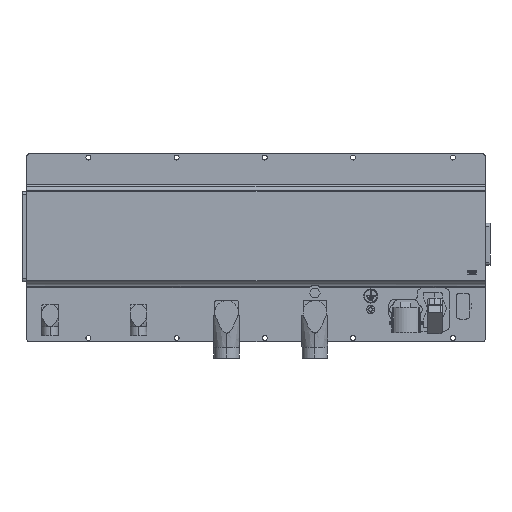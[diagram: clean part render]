
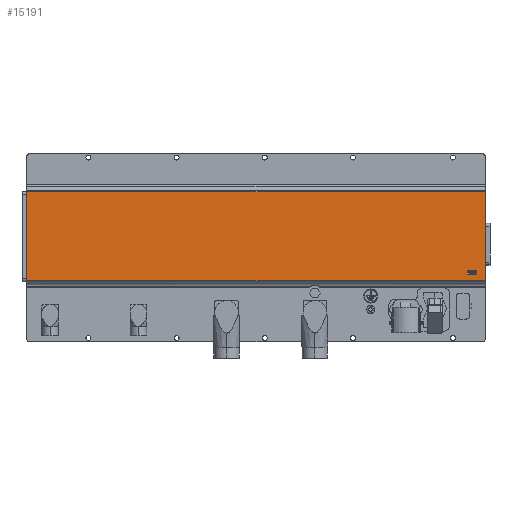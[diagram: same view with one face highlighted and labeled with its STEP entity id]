
A CAD part, front view. The second image highlights one B-rep face of the part: STEP entity #15191.
In plain terms, the highlighted face is planar.
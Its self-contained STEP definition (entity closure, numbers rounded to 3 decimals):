
#734 = VERTEX_POINT ( 'NONE', #23883 ) ;
#854 = CARTESIAN_POINT ( 'NONE',  ( 780., 67.821, -1.1 ) ) ;
#1068 = AXIS2_PLACEMENT_3D ( 'NONE', #23032, #13090, #15251 ) ;
#1411 = CARTESIAN_POINT ( 'NONE',  ( 780., 215.179, -1.1 ) ) ;
#1485 = ORIENTED_EDGE ( 'NONE', *, *, #3285, .T. ) ;
#1513 = CARTESIAN_POINT ( 'NONE',  ( 780., 64.871, -1.1 ) ) ;
#1636 = VERTEX_POINT ( 'NONE', #9381 ) ;
#2621 = LINE ( 'NONE', #10473, #3921 ) ;
#2893 = VERTEX_POINT ( 'NONE', #854 ) ;
#3043 = FACE_OUTER_BOUND ( 'NONE', #5719, .T. ) ;
#3071 = CARTESIAN_POINT ( 'NONE',  ( 780., 218., -1.1 ) ) ;
#3285 = EDGE_CURVE ( 'NONE', #15631, #13689, #2621, .T. ) ;
#3435 = DIRECTION ( 'NONE',  ( 0., -1., 0. ) ) ;
#3717 = VERTEX_POINT ( 'NONE', #1411 ) ;
#3921 = VECTOR ( 'NONE', #4301, 1000. ) ;
#4301 = DIRECTION ( 'NONE',  ( 0., -1., 0. ) ) ;
#4335 = CARTESIAN_POINT ( 'NONE',  ( 1100., 216.129, -1.1 ) ) ;
#4885 = EDGE_CURVE ( 'NONE', #3717, #1636, #18763, .T. ) ;
#5126 = VECTOR ( 'NONE', #16194, 1000. ) ;
#5414 = CARTESIAN_POINT ( 'NONE',  ( 780., 218., -1.1 ) ) ;
#5719 = EDGE_LOOP ( 'NONE', ( #1485, #15019, #10901, #23576, #17218, #16472, #18269, #22251 ) ) ;
#7408 = EDGE_CURVE ( 'NONE', #13689, #13756, #21849, .T. ) ;
#7799 = CARTESIAN_POINT ( 'NONE',  ( 0., 118.5, -1.1 ) ) ;
#8241 = VECTOR ( 'NONE', #3435, 1000. ) ;
#8361 = LINE ( 'NONE', #3071, #5126 ) ;
#8959 = VECTOR ( 'NONE', #11247, 1000. ) ;
#9381 = CARTESIAN_POINT ( 'NONE',  ( 780., 216.129, -1.1 ) ) ;
#10467 = VECTOR ( 'NONE', #10573, 1000. ) ;
#10473 = CARTESIAN_POINT ( 'NONE',  ( 0., 218., -1.1 ) ) ;
#10573 = DIRECTION ( 'NONE',  ( -1., 0., 0. ) ) ;
#10901 = ORIENTED_EDGE ( 'NONE', *, *, #23930, .T. ) ;
#11247 = DIRECTION ( 'NONE',  ( 0., 1., 0. ) ) ;
#11888 = EDGE_CURVE ( 'NONE', #15330, #2893, #8361, .T. ) ;
#12703 = CARTESIAN_POINT ( 'NONE',  ( 0., 216.129, -1.1 ) ) ;
#12712 = VECTOR ( 'NONE', #16144, 1000. ) ;
#12964 = PLANE ( 'NONE',  #1068 ) ;
#13090 = DIRECTION ( 'NONE',  ( 0., 0., 1. ) ) ;
#13262 = DIRECTION ( 'NONE',  ( 0., 1., 0. ) ) ;
#13689 = VERTEX_POINT ( 'NONE', #24738 ) ;
#13756 = VERTEX_POINT ( 'NONE', #14464 ) ;
#14425 = LINE ( 'NONE', #16229, #10467 ) ;
#14464 = CARTESIAN_POINT ( 'NONE',  ( 0., 121.321, -1.1 ) ) ;
#15019 = ORIENTED_EDGE ( 'NONE', *, *, #7408, .T. ) ;
#15068 = EDGE_CURVE ( 'NONE', #15631, #1636, #16441, .T. ) ;
#15190 = LINE ( 'NONE', #5414, #22161 ) ;
#15191 = ADVANCED_FACE ( 'NONE', ( #3043 ), #12964, .T. ) ;
#15251 = DIRECTION ( 'NONE',  ( 0., 1., 0. ) ) ;
#15330 = VERTEX_POINT ( 'NONE', #1513 ) ;
#15631 = VERTEX_POINT ( 'NONE', #12703 ) ;
#15905 = EDGE_CURVE ( 'NONE', #15330, #734, #14425, .T. ) ;
#16144 = DIRECTION ( 'NONE',  ( 0., -1., 0. ) ) ;
#16194 = DIRECTION ( 'NONE',  ( 0., 1., 0. ) ) ;
#16229 = CARTESIAN_POINT ( 'NONE',  ( 1100., 64.871, -1.1 ) ) ;
#16441 = LINE ( 'NONE', #4335, #23290 ) ;
#16472 = ORIENTED_EDGE ( 'NONE', *, *, #21923, .T. ) ;
#17218 = ORIENTED_EDGE ( 'NONE', *, *, #11888, .T. ) ;
#18140 = DIRECTION ( 'NONE',  ( 1., 0., 0. ) ) ;
#18269 = ORIENTED_EDGE ( 'NONE', *, *, #4885, .T. ) ;
#18455 = LINE ( 'NONE', #20375, #8241 ) ;
#18763 = LINE ( 'NONE', #25087, #8959 ) ;
#20375 = CARTESIAN_POINT ( 'NONE',  ( 0., 218., -1.1 ) ) ;
#21849 = LINE ( 'NONE', #7799, #12712 ) ;
#21923 = EDGE_CURVE ( 'NONE', #2893, #3717, #15190, .T. ) ;
#22161 = VECTOR ( 'NONE', #13262, 1000. ) ;
#22251 = ORIENTED_EDGE ( 'NONE', *, *, #15068, .F. ) ;
#23032 = CARTESIAN_POINT ( 'NONE',  ( 0., 0., -1.1 ) ) ;
#23290 = VECTOR ( 'NONE', #18140, 1000. ) ;
#23576 = ORIENTED_EDGE ( 'NONE', *, *, #15905, .F. ) ;
#23883 = CARTESIAN_POINT ( 'NONE',  ( 0., 64.871, -1.1 ) ) ;
#23930 = EDGE_CURVE ( 'NONE', #13756, #734, #18455, .T. ) ;
#24738 = CARTESIAN_POINT ( 'NONE',  ( 0., 186.679, -1.1 ) ) ;
#25087 = CARTESIAN_POINT ( 'NONE',  ( 780., 218., -1.1 ) ) ;
